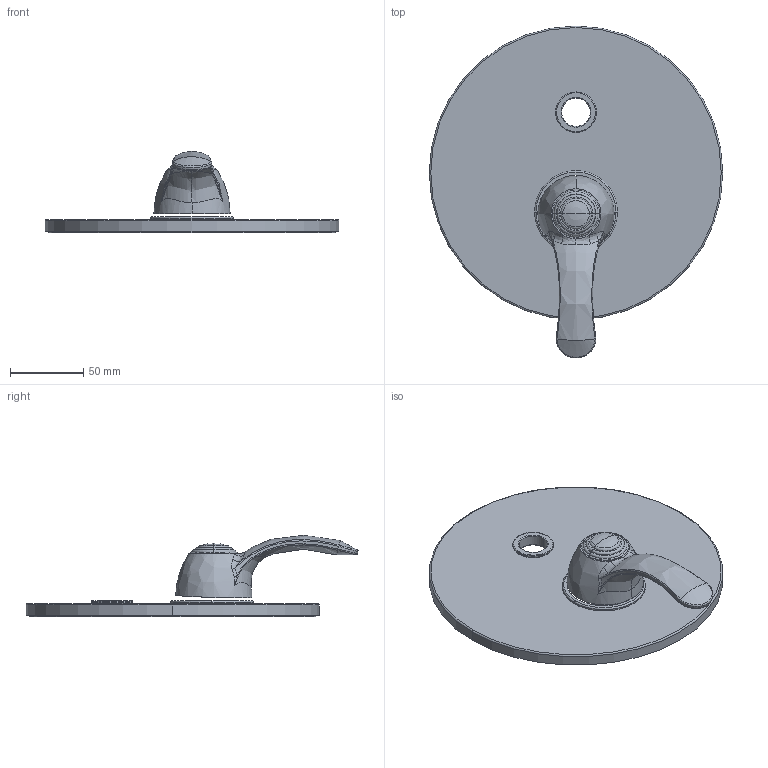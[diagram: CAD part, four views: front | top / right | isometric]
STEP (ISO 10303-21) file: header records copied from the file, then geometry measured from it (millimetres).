
FILE_DESCRIPTION((''),'2;1');
FILE_NAME('FA015CREST_ASM','2021-02-03T15:08:33',('stefano.gianpani'),('PAFFONI SpA'),'CREO PARAMETRIC BY PTC INC, 2020044','CREO PARAMETRIC BY PTC INC, 2020044','');
FILE_SCHEMA(('CONFIG_CONTROL_DESIGN','SHAPE_APPEARANCE_LAYERS_GROUPS'));
Length unit declared in the file: millimetre
Products named in the file (9): 4061052CR; 2041185GR; 2041539GR; 2092240_AF2; 4061154CR; 2091129-F; 2091097; 2091267; FA015CREST_ASM
Assembly tree (8 placements, depth 2):
  FA015CREST_ASM
    4061052CR
    2041185GR
    2041539GR
    2092240_AF2
    4061154CR
    2091129-F
    2091097
    2091267
Bounding box: 200 x 226.28 x 55.51 mm (x, y, z)
Volume: 179601.4 mm3; surface area: 128087.5 mm2
Topology: 8 solids, 9 shells, 257 faces, 624 edges, 393 vertices
Faces by surface type: plane 122, cylinder 50, torus 36, bspline 31, cone 14, sphere 4
Entity records: 12204 total; most frequent: CARTESIAN_POINT 3972, DIRECTION 1362, ORIENTED_EDGE 1236, PRESENTATION_STYLE_ASSIGNMENT 629, STYLED_ITEM 629, CURVE_STYLE 620, EDGE_CURVE 620, AXIS2_PLACEMENT_3D 551
